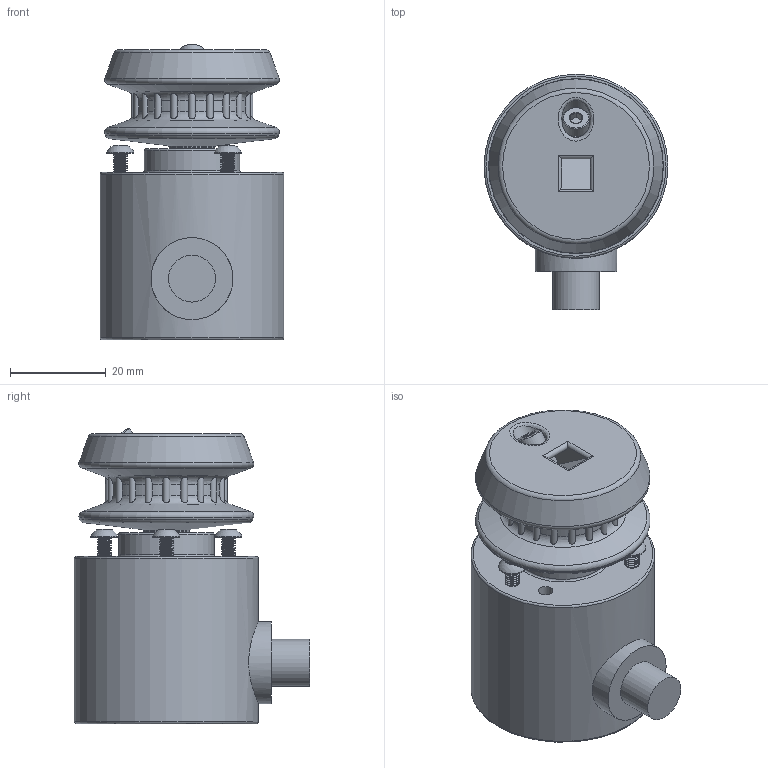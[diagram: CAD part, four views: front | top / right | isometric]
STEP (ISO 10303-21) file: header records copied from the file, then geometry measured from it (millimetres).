
FILE_DESCRIPTION(/* description */ (''),/* implementation_level */ '2;1');
FILE_NAME(/* name */ 'Encoder Capstan v21.step',/* time_stamp */ '2017-04-28T14:36:23-07:00',/* author */ (''),/* organization */ (''),/* preprocessor_version */ 'ST-DEVELOPER v16.13',/* originating_system */ 'Autodesk Translation Framework v6.1.1.50',/* authorisation */ '');
FILE_SCHEMA (('AUTOMOTIVE_DESIGN { 1 0 10303 214 3 1 1 }'));
Length unit declared in the file: millimetre
Products named in the file (5): Encoder Capstan v21; Shaft Encoder 38mm v5; 91290A115; 92497A200; 91239A113
Assembly tree (6 placements, depth 2):
  Encoder Capstan v21
    Shaft Encoder 38mm v5
    91239A113  x3
    91290A115
    92497A200
Bounding box: 38.5 x 49.25 x 61.83 mm (x, y, z)
Volume: 58348 mm3; surface area: 13925.4 mm2
Topology: 7 solids, 7 shells, 250 faces, 561 edges, 349 vertices
Faces by surface type: cylinder 93, plane 76, cone 54, torus 12, bspline 12, sphere 3
Full cylindrical faces by diameter (mm): 3 x25, 3.15 x2, 5.5 x1, 5.7 x3, 6 x1, 6.35 x1, 9.6 x1, 9.806 x1, 17.152 x1, 20 x1, 38.5 x1
Entity records: 13414 total; most frequent: CARTESIAN_POINT 9591, DIRECTION 773, ORIENTED_EDGE 710, EDGE_CURVE 355, AXIS2_PLACEMENT_3D 336, EDGE_LOOP 244, VERTEX_POINT 241, FACE_OUTER_BOUND 181
